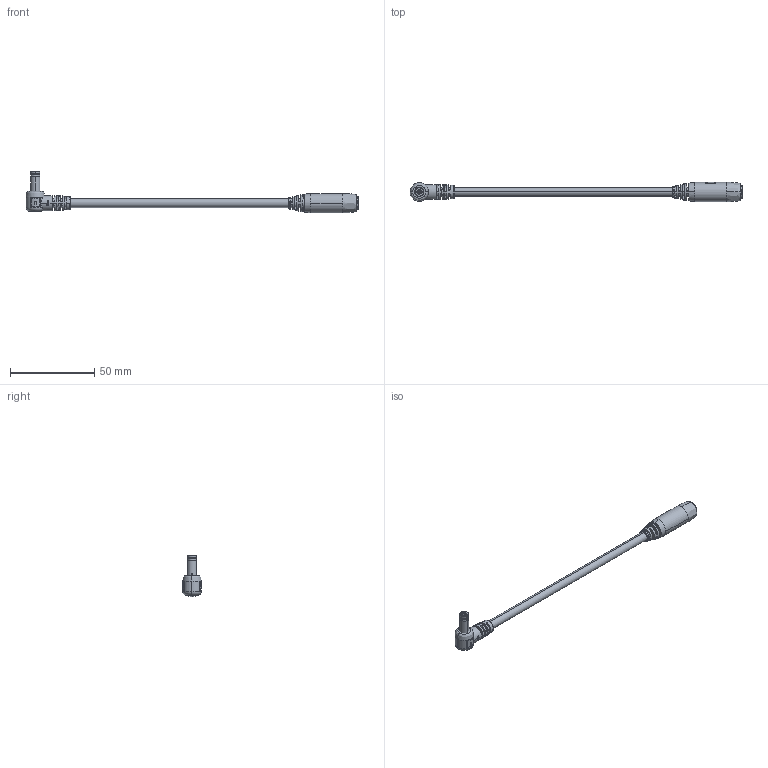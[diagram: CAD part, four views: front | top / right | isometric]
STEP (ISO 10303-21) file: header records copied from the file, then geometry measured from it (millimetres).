
FILE_DESCRIPTION (( 'STEP AP203' ), '1' );
FILE_NAME ('10-03364.STEP', '2019-04-25T17:24:05', ( '' ), ( '' ), 'SwSTEP 2.0', 'SolidWorks 2015', '' );
FILE_SCHEMA (( 'CONFIG_CONTROL_DESIGN' ));
Length unit declared in the file: millimetre
Products named in the file (13): 24-00183; 50-00025 shell; 50-00133 shell; 50-00025 insulator; 50-00025; 50-00025 pin; 50-00133 contact; 30-00683_blunt cut; 24-00185; 50-00133; 50-00025 contact; 50-00133 insulator; 10-03364
Assembly tree (12 placements, depth 3):
  10-03364
    30-00683_blunt cut
    24-00183
    24-00185
    50-00025
      50-00025 insulator
      50-00025 pin
      50-00025 shell
      50-00025 contact
    50-00133
      50-00133 contact
      50-00133 insulator
      50-00133 shell
Bounding box: 197.1 x 11.4 x 24.68 mm (x, y, z)
Volume: 8731.6 mm3; surface area: 23597.3 mm2
Topology: 92 solids, 92 shells, 1064 faces, 2444 edges, 1587 vertices
Faces by surface type: cylinder 482, plane 339, bspline 150, torus 63, cone 30
Entity records: 37517 total; most frequent: CARTESIAN_POINT 12183, DIRECTION 4967, ORIENTED_EDGE 4884, EDGE_CURVE 2442, AXIS2_PLACEMENT_3D 2124, VERTEX_POINT 1587, EDGE_LOOP 1277, CIRCLE 1193
